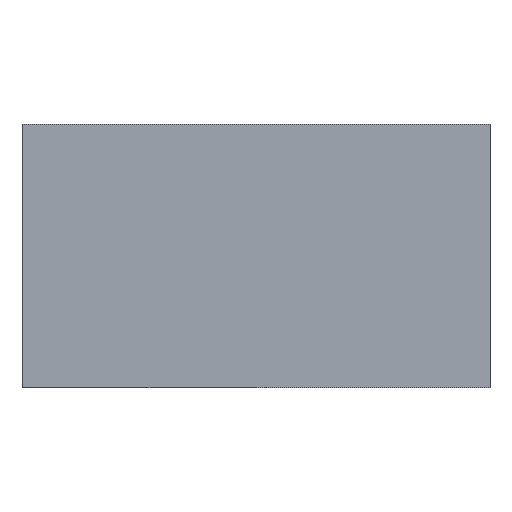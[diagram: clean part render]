
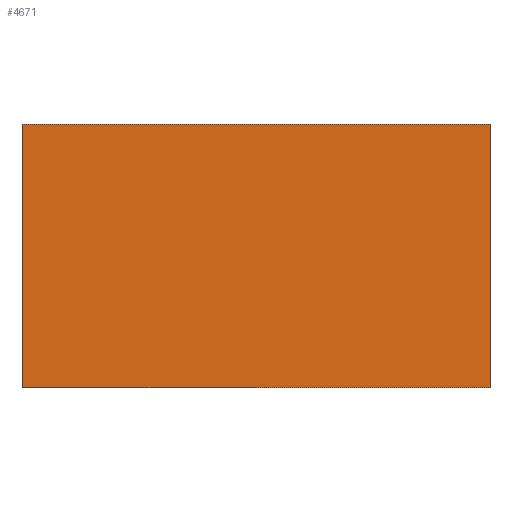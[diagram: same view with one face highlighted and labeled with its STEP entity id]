
A CAD part, left-side view. The second image highlights one B-rep face of the part: STEP entity #4671.
In plain terms, the highlighted planar face has unit normal (-1, 0, 0).
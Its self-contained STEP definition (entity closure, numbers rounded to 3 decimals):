
#12 = ORIENTED_EDGE ( 'NONE', *, *, #2865, .T. ) ;
#590 = CARTESIAN_POINT ( 'NONE',  ( -0.8, 0.4, 0.45 ) ) ;
#949 = ORIENTED_EDGE ( 'NONE', *, *, #4287, .F. ) ;
#1235 = DIRECTION ( 'NONE',  ( 0., 1., 0. ) ) ;
#1286 = CARTESIAN_POINT ( 'NONE',  ( -0.8, -0.4, 0.45 ) ) ;
#1668 = DIRECTION ( 'NONE',  ( 0., -1., 0. ) ) ;
#1991 = CARTESIAN_POINT ( 'NONE',  ( -0.8, -0.4, 0.45 ) ) ;
#2077 = CARTESIAN_POINT ( 'NONE',  ( -0.8, -0.4, 0. ) ) ;
#2366 = VECTOR ( 'NONE', #4575, 1000. ) ;
#2390 = CARTESIAN_POINT ( 'NONE',  ( -0.8, 0.4, 0.45 ) ) ;
#2536 = VERTEX_POINT ( 'NONE', #1286 ) ;
#2621 = CARTESIAN_POINT ( 'NONE',  ( -0.8, -0.4, 0. ) ) ;
#2865 = EDGE_CURVE ( 'NONE', #4292, #4814, #4030, .T. ) ;
#3053 = CARTESIAN_POINT ( 'NONE',  ( -0.8, 0.4, 0.45 ) ) ;
#3291 = PLANE ( 'NONE',  #6070 ) ;
#3292 = ORIENTED_EDGE ( 'NONE', *, *, #5172, .F. ) ;
#3596 = VERTEX_POINT ( 'NONE', #3053 ) ;
#3683 = CARTESIAN_POINT ( 'NONE',  ( -0.8, 0.4, 0. ) ) ;
#3745 = DIRECTION ( 'NONE',  ( 0., 0., 1. ) ) ;
#4030 = LINE ( 'NONE', #2077, #5087 ) ;
#4287 = EDGE_CURVE ( 'NONE', #4292, #3596, #5250, .T. ) ;
#4292 = VERTEX_POINT ( 'NONE', #3683 ) ;
#4514 = DIRECTION ( 'NONE',  ( 0., -1., 0. ) ) ;
#4539 = LINE ( 'NONE', #1991, #2366 ) ;
#4575 = DIRECTION ( 'NONE',  ( 0., 0., -1. ) ) ;
#4671 = ADVANCED_FACE ( 'NONE', ( #4838 ), #3291, .F. ) ;
#4740 = LINE ( 'NONE', #6374, #6634 ) ;
#4814 = VERTEX_POINT ( 'NONE', #2621 ) ;
#4838 = FACE_OUTER_BOUND ( 'NONE', #5437, .T. ) ;
#4934 = DIRECTION ( 'NONE',  ( 1., 0., 0. ) ) ;
#5087 = VECTOR ( 'NONE', #4514, 1000. ) ;
#5172 = EDGE_CURVE ( 'NONE', #3596, #2536, #4740, .T. ) ;
#5250 = LINE ( 'NONE', #590, #6753 ) ;
#5437 = EDGE_LOOP ( 'NONE', ( #6259, #3292, #949, #12 ) ) ;
#6070 = AXIS2_PLACEMENT_3D ( 'NONE', #2390, #4934, #1235 ) ;
#6145 = EDGE_CURVE ( 'NONE', #2536, #4814, #4539, .T. ) ;
#6259 = ORIENTED_EDGE ( 'NONE', *, *, #6145, .F. ) ;
#6374 = CARTESIAN_POINT ( 'NONE',  ( -0.8, 0.4, 0.45 ) ) ;
#6634 = VECTOR ( 'NONE', #1668, 1000. ) ;
#6753 = VECTOR ( 'NONE', #3745, 1000. ) ;
